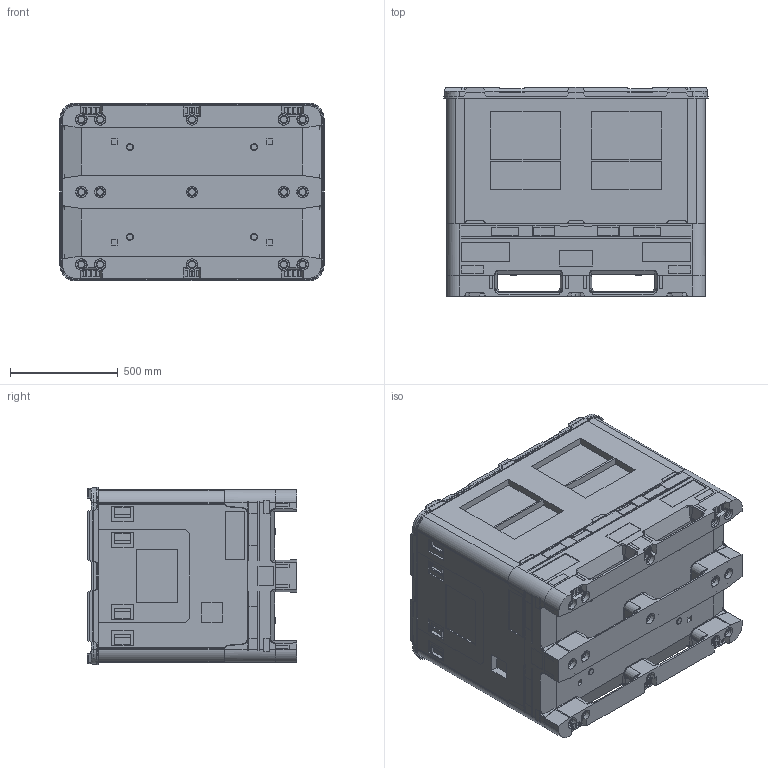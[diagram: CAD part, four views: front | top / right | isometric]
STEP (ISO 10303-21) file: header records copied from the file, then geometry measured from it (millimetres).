
FILE_DESCRIPTION((''),'2;1');
FILE_NAME('117517WSM_ASM','2025-06-20T15:14:46',('SYSTEM'),(''),'CREO PARAMETRIC BY PTC INC, 2023294','CREO PARAMETRIC BY PTC INC, 2023294','');
FILE_SCHEMA(('CONFIG_CONTROL_DESIGN'));
Products named in the file (10): 119208SM; 116855SM; 117091SM; 118471SM; 117152SM; 116930SM; 118449SM; 117136SM; 118625SM; 117517WSM_ASM
Assembly tree (9 placements, depth 2):
  117517WSM_ASM
    119208SM
    116855SM
    117091SM
    118471SM
    117152SM
    116930SM
    118449SM
    117136SM
    118625SM
Bounding box: 1224.64 x 969.5 x 824.64 mm (x, y, z)
Volume: 192375154.6 mm3; surface area: 13918283.5 mm2
Topology: 11 solids, 20 shells, 2868 faces, 8298 edges, 5654 vertices
Faces by surface type: plane 2084, cone 316, cylinder 236, bspline 172, torus 48, extrusion 12
Entity records: 110443 total; most frequent: CARTESIAN_POINT 36695, ORIENTED_EDGE 16320, DIRECTION 13650, EDGE_CURVE 8160, VECTOR 5972, LINE 5960, VERTEX_POINT 5382, AXIS2_PLACEMENT_3D 3839
